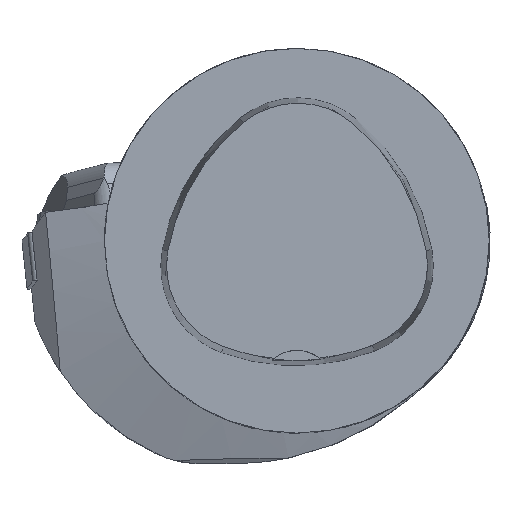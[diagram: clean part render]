
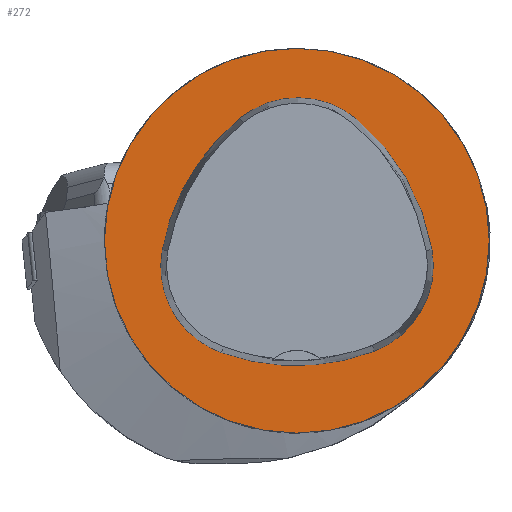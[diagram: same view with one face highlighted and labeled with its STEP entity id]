
A CAD part, top view. The second image highlights one B-rep face of the part: STEP entity #272.
In plain terms, the highlighted planar face has unit normal (0, 0, 1).
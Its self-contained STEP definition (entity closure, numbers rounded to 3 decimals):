
#272=ADVANCED_FACE('',(#673,#674),#355,.T.);
#355=PLANE('',#1912);
#673=FACE_BOUND('',#736,.T.);
#674=FACE_BOUND('',#737,.T.);
#736=EDGE_LOOP('',(#994,#995,#996,#997,#998,#999));
#737=EDGE_LOOP('',(#1000));
#994=ORIENTED_EDGE('',*,*,#1576,.T.);
#995=ORIENTED_EDGE('',*,*,#1556,.T.);
#996=ORIENTED_EDGE('',*,*,#1560,.T.);
#997=ORIENTED_EDGE('',*,*,#1563,.T.);
#998=ORIENTED_EDGE('',*,*,#1566,.T.);
#999=ORIENTED_EDGE('',*,*,#1574,.T.);
#1000=ORIENTED_EDGE('',*,*,#1546,.F.);
#1366=VERTEX_POINT('',#2835);
#1375=VERTEX_POINT('',#2855);
#1376=VERTEX_POINT('',#2856);
#1379=VERTEX_POINT('',#2864);
#1381=VERTEX_POINT('',#2870);
#1383=VERTEX_POINT('',#2876);
#1390=VERTEX_POINT('',#2897);
#1546=EDGE_CURVE('',#1366,#1366,#1711,.T.);
#1556=EDGE_CURVE('',#1375,#1376,#1712,.T.);
#1560=EDGE_CURVE('',#1376,#1379,#1714,.T.);
#1563=EDGE_CURVE('',#1379,#1381,#1716,.T.);
#1566=EDGE_CURVE('',#1381,#1383,#1718,.T.);
#1574=EDGE_CURVE('',#1383,#1390,#1722,.T.);
#1576=EDGE_CURVE('',#1390,#1375,#1724,.T.);
#1711=CIRCLE('',#1883,31.5);
#1712=CIRCLE('',#1890,36.);
#1714=CIRCLE('',#1893,15.);
#1716=CIRCLE('',#1896,36.);
#1718=CIRCLE('',#1899,15.);
#1722=CIRCLE('',#1904,36.);
#1724=CIRCLE('',#1907,15.);
#1883=AXIS2_PLACEMENT_3D('',#2834,#2168,#2169);
#1890=AXIS2_PLACEMENT_3D('',#2854,#2186,#2187);
#1893=AXIS2_PLACEMENT_3D('',#2863,#2194,#2195);
#1896=AXIS2_PLACEMENT_3D('',#2869,#2201,#2202);
#1899=AXIS2_PLACEMENT_3D('',#2875,#2208,#2209);
#1904=AXIS2_PLACEMENT_3D('',#2898,#2220,#2221);
#1907=AXIS2_PLACEMENT_3D('',#2901,#2226,#2227);
#1912=AXIS2_PLACEMENT_3D('',#2906,#2236,#2237);
#2168=DIRECTION('',(0.,0.,-1.));
#2169=DIRECTION('',(-1.,0.,0.));
#2186=DIRECTION('',(0.,0.,-1.));
#2187=DIRECTION('',(-1.,0.,0.));
#2194=DIRECTION('',(0.,0.,-1.));
#2195=DIRECTION('',(-1.,0.,0.));
#2201=DIRECTION('',(0.,0.,-1.));
#2202=DIRECTION('',(-1.,0.,0.));
#2208=DIRECTION('',(0.,0.,-1.));
#2209=DIRECTION('',(-1.,0.,0.));
#2220=DIRECTION('',(0.,0.,-1.));
#2221=DIRECTION('',(-1.,0.,0.));
#2226=DIRECTION('',(0.,0.,-1.));
#2227=DIRECTION('',(-1.,0.,0.));
#2236=DIRECTION('',(0.,0.,1.));
#2237=DIRECTION('',(1.,0.,0.));
#2834=CARTESIAN_POINT('',(0.,0.,0.));
#2835=CARTESIAN_POINT('',(-31.5,0.,0.));
#2854=CARTESIAN_POINT('',(13.398,-7.893,0.));
#2855=CARTESIAN_POINT('',(-22.041,-1.562,0.));
#2856=CARTESIAN_POINT('',(-9.317,20.036,0.));
#2863=CARTESIAN_POINT('',(0.148,8.399,0.));
#2864=CARTESIAN_POINT('',(9.779,19.898,0.));
#2869=CARTESIAN_POINT('',(-13.337,-7.7,0.));
#2870=CARTESIAN_POINT('',(22.122,-1.48,0.));
#2875=CARTESIAN_POINT('',(7.347,-4.071,0.));
#2876=CARTESIAN_POINT('',(12.693,-18.087,0.));
#2897=CARTESIAN_POINT('',(-12.373,-18.307,0.));
#2898=CARTESIAN_POINT('',(-0.137,15.55,0.));
#2901=CARTESIAN_POINT('',(-7.275,-4.2,0.));
#2906=CARTESIAN_POINT('',(0.,0.,0.));
